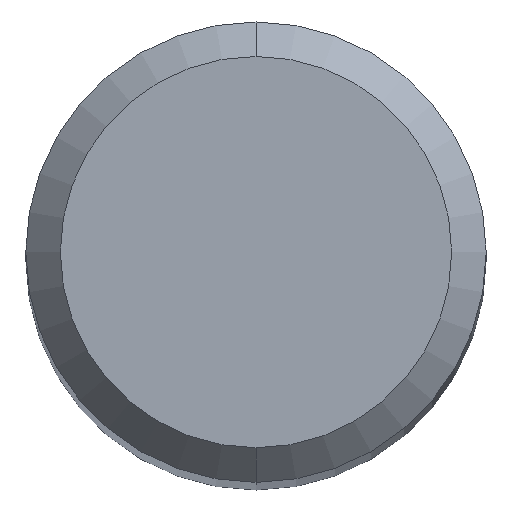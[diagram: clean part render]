
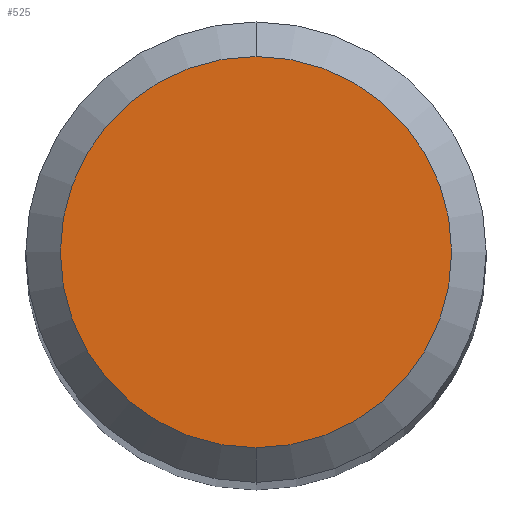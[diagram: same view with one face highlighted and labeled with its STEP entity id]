
A CAD part, top view. The second image highlights one B-rep face of the part: STEP entity #525.
In plain terms, the highlighted planar face has unit normal (0, 0, 1).
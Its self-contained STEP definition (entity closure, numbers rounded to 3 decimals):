
#441=VERTEX_POINT('',#1126);
#525=ADVANCED_FACE('',(#1215),#1216,.T.);
#811=EDGE_CURVE('',#841,#441,#1531,.T.);
#841=VERTEX_POINT('',#1563);
#857=EDGE_CURVE('',#441,#841,#1582,.T.);
#1126=CARTESIAN_POINT('',(0.0,1.7,0.0));
#1215=FACE_OUTER_BOUND('',#2336,.T.);
#1216=PLANE('',#2337);
#1531=CIRCLE('',#3838,1.7);
#1563=CARTESIAN_POINT('',(0.,-1.7,0.0));
#1582=CIRCLE('',#4161,1.7);
#2336=EDGE_LOOP('',(#4944,#4945));
#2337=AXIS2_PLACEMENT_3D('',#4946,#4947,#4948);
#3838=AXIS2_PLACEMENT_3D('',#5291,#5292,#5293);
#4161=AXIS2_PLACEMENT_3D('',#5349,#5350,#5351);
#4944=ORIENTED_EDGE('',*,*,#857,.F.);
#4945=ORIENTED_EDGE('',*,*,#811,.F.);
#4946=CARTESIAN_POINT('',(0.0,0.85,0.0));
#4947=DIRECTION('',(-0.0,0.0,1.0));
#4948=DIRECTION('',(0.0,-1.0,0.0));
#5291=CARTESIAN_POINT('',(0.0,0.0,0.0));
#5292=DIRECTION('',(0.0,0.0,-1.0));
#5293=DIRECTION('',(0.0,1.0,0.0));
#5349=CARTESIAN_POINT('',(0.0,0.0,0.0));
#5350=DIRECTION('',(0.0,0.0,-1.0));
#5351=DIRECTION('',(0.0,1.0,0.0));
